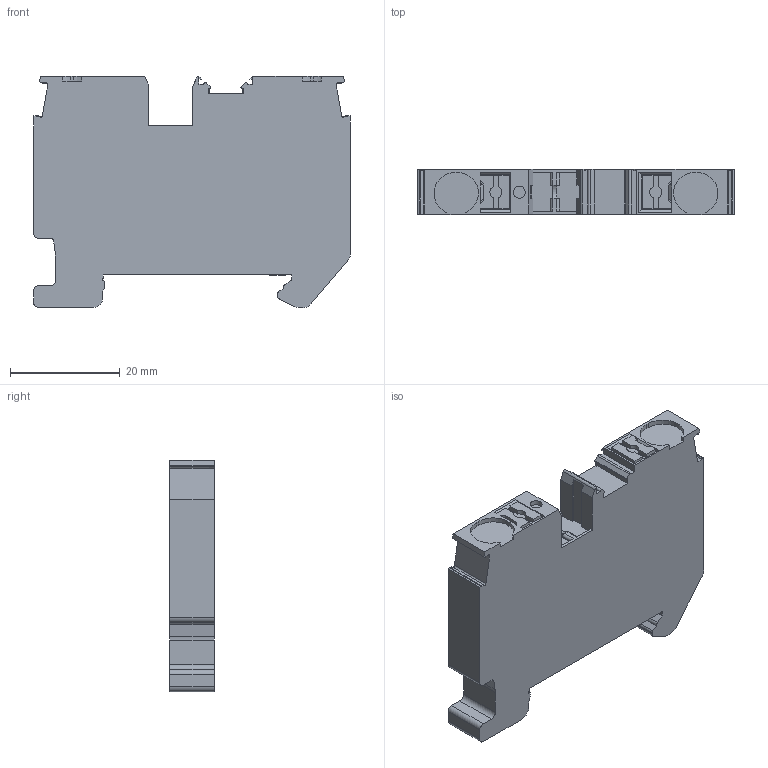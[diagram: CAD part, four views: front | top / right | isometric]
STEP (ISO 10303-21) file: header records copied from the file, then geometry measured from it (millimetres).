
FILE_DESCRIPTION( ( 'STEP AP203' ), '1' );
FILE_NAME( 'DPT6-PE-20200318簡易3D.stp', '2022-12-15T11:27:14', ( ' ' ), ( ' ' ), 'XStep 1.0', ' ', ' ' );
FILE_SCHEMA( ( 'CONFIG_CONTROL_DESIGN) ( )' ) );
Length unit declared in the file: metre
Products named in the file (1): 1
Bounding box: 57.8 x 8.15 x 42.2 mm (x, y, z)
Volume: 16484.4 mm3; surface area: 6242.4 mm2
Topology: 1 solids, 1 shells, 216 faces, 613 edges, 405 vertices
Faces by surface type: plane 169, cylinder 47
Full cylindrical faces by diameter (mm): 2.2 x1
Entity records: 6981 total; most frequent: CARTESIAN_POINT 1232, ORIENTED_EDGE 1222, DIRECTION 1147, EDGE_CURVE 611, LINE 509, VECTOR 509, VERTEX_POINT 404, AXIS2_PLACEMENT_3D 319
